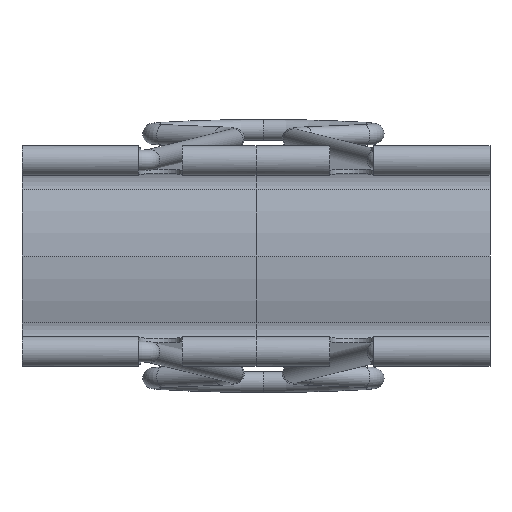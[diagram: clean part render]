
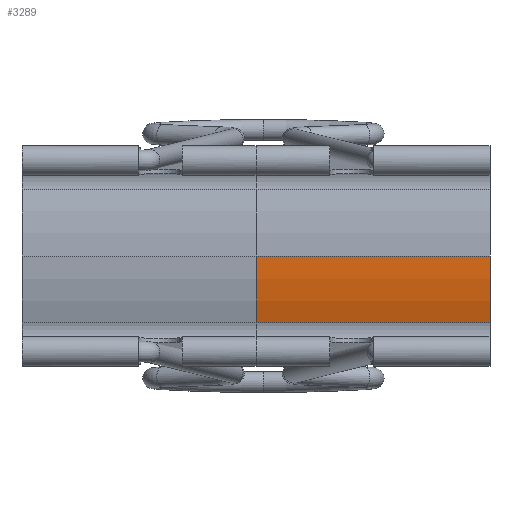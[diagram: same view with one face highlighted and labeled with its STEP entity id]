
A CAD part, front view. The second image highlights one B-rep face of the part: STEP entity #3289.
In plain terms, the highlighted cylindrical face has radius 15 mm (diameter 30 mm), a partial arc.
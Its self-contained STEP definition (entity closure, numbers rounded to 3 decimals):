
#215 = PLANE('',#216);
#216 = AXIS2_PLACEMENT_3D('',#217,#218,#219);
#217 = CARTESIAN_POINT('',(15.9,-14.821,-5.799));
#218 = DIRECTION('',(-1.,0.,0.));
#219 = DIRECTION('',(0.,0.,-1.));
#2779 = CYLINDRICAL_SURFACE('',#2780,1.5);
#2780 = AXIS2_PLACEMENT_3D('',#2781,#2782,#2783);
#2781 = CARTESIAN_POINT('',(15.9,-0.723,-5.004));
#2782 = DIRECTION('',(-1.,0.,0.));
#2783 = DIRECTION('',(0.,1.,0.));
#3212 = VERTEX_POINT('',#3213);
#3213 = CARTESIAN_POINT('',(15.9,0.706,-4.549));
#3239 = EDGE_CURVE('',#3212,#3240,#3242,.T.);
#3240 = VERTEX_POINT('',#3241);
#3241 = CARTESIAN_POINT('',(0.,0.706,-4.549));
#3242 = SURFACE_CURVE('',#3243,(#3247,#3254),.PCURVE_S1.);
#3243 = LINE('',#3244,#3245);
#3244 = CARTESIAN_POINT('',(15.9,0.706,-4.549));
#3245 = VECTOR('',#3246,1.);
#3246 = DIRECTION('',(-1.,0.,0.));
#3247 = PCURVE('',#2779,#3248);
#3248 = DEFINITIONAL_REPRESENTATION('',(#3249),#3253);
#3249 = LINE('',#3250,#3251);
#3250 = CARTESIAN_POINT('',(-6.591,0.));
#3251 = VECTOR('',#3252,1.);
#3252 = DIRECTION('',(-0.,1.));
#3253 = ( GEOMETRIC_REPRESENTATION_CONTEXT(2) 
PARAMETRIC_REPRESENTATION_CONTEXT() REPRESENTATION_CONTEXT('2D SPACE',''
  ) );
#3254 = PCURVE('',#3255,#3260);
#3255 = CYLINDRICAL_SURFACE('',#3256,15.);
#3256 = AXIS2_PLACEMENT_3D('',#3257,#3258,#3259);
#3257 = CARTESIAN_POINT('',(15.9,15.,0.));
#3258 = DIRECTION('',(1.,0.,0.));
#3259 = DIRECTION('',(0.,1.,0.));
#3260 = DEFINITIONAL_REPRESENTATION('',(#3261),#3265);
#3261 = LINE('',#3262,#3263);
#3262 = CARTESIAN_POINT('',(-2.833,0.));
#3263 = VECTOR('',#3264,1.);
#3264 = DIRECTION('',(-0.,-1.));
#3265 = ( GEOMETRIC_REPRESENTATION_CONTEXT(2) 
PARAMETRIC_REPRESENTATION_CONTEXT() REPRESENTATION_CONTEXT('2D SPACE',''
  ) );
#3289 = ADVANCED_FACE('',(#3290),#3255,.T.);
#3290 = FACE_BOUND('',#3291,.F.);
#3291 = EDGE_LOOP('',(#3292,#3316,#3317,#3346));
#3292 = ORIENTED_EDGE('',*,*,#3293,.F.);
#3293 = EDGE_CURVE('',#3212,#3294,#3296,.T.);
#3294 = VERTEX_POINT('',#3295);
#3295 = CARTESIAN_POINT('',(15.9,0.,0.));
#3296 = SURFACE_CURVE('',#3297,(#3302,#3309),.PCURVE_S1.);
#3297 = CIRCLE('',#3298,15.);
#3298 = AXIS2_PLACEMENT_3D('',#3299,#3300,#3301);
#3299 = CARTESIAN_POINT('',(15.9,15.,0.));
#3300 = DIRECTION('',(-1.,0.,0.));
#3301 = DIRECTION('',(0.,1.,0.));
#3302 = PCURVE('',#3255,#3303);
#3303 = DEFINITIONAL_REPRESENTATION('',(#3304),#3308);
#3304 = LINE('',#3305,#3306);
#3305 = CARTESIAN_POINT('',(-0.,-0.));
#3306 = VECTOR('',#3307,1.);
#3307 = DIRECTION('',(-1.,0.));
#3308 = ( GEOMETRIC_REPRESENTATION_CONTEXT(2) 
PARAMETRIC_REPRESENTATION_CONTEXT() REPRESENTATION_CONTEXT('2D SPACE',''
  ) );
#3309 = PCURVE('',#215,#3310);
#3310 = DEFINITIONAL_REPRESENTATION('',(#3311),#3315);
#3311 = CIRCLE('',#3312,15.);
#3312 = AXIS2_PLACEMENT_2D('',#3313,#3314);
#3313 = CARTESIAN_POINT('',(-5.799,-29.821));
#3314 = DIRECTION('',(0.,-1.));
#3315 = ( GEOMETRIC_REPRESENTATION_CONTEXT(2) 
PARAMETRIC_REPRESENTATION_CONTEXT() REPRESENTATION_CONTEXT('2D SPACE',''
  ) );
#3316 = ORIENTED_EDGE('',*,*,#3239,.T.);
#3317 = ORIENTED_EDGE('',*,*,#3318,.T.);
#3318 = EDGE_CURVE('',#3240,#3319,#3321,.T.);
#3319 = VERTEX_POINT('',#3320);
#3320 = CARTESIAN_POINT('',(0.,0.,0.));
#3321 = SURFACE_CURVE('',#3322,(#3327,#3334),.PCURVE_S1.);
#3322 = CIRCLE('',#3323,15.);
#3323 = AXIS2_PLACEMENT_3D('',#3324,#3325,#3326);
#3324 = CARTESIAN_POINT('',(0.,15.,0.));
#3325 = DIRECTION('',(-1.,0.,0.));
#3326 = DIRECTION('',(0.,1.,0.));
#3327 = PCURVE('',#3255,#3328);
#3328 = DEFINITIONAL_REPRESENTATION('',(#3329),#3333);
#3329 = LINE('',#3330,#3331);
#3330 = CARTESIAN_POINT('',(-0.,-15.9));
#3331 = VECTOR('',#3332,1.);
#3332 = DIRECTION('',(-1.,0.));
#3333 = ( GEOMETRIC_REPRESENTATION_CONTEXT(2) 
PARAMETRIC_REPRESENTATION_CONTEXT() REPRESENTATION_CONTEXT('2D SPACE',''
  ) );
#3334 = PCURVE('',#3335,#3340);
#3335 = CYLINDRICAL_SURFACE('',#3336,15.);
#3336 = AXIS2_PLACEMENT_3D('',#3337,#3338,#3339);
#3337 = CARTESIAN_POINT('',(-15.9,15.,0.));
#3338 = DIRECTION('',(-1.,0.,0.));
#3339 = DIRECTION('',(0.,1.,0.));
#3340 = DEFINITIONAL_REPRESENTATION('',(#3341),#3345);
#3341 = LINE('',#3342,#3343);
#3342 = CARTESIAN_POINT('',(0.,-15.9));
#3343 = VECTOR('',#3344,1.);
#3344 = DIRECTION('',(1.,0.));
#3345 = ( GEOMETRIC_REPRESENTATION_CONTEXT(2) 
PARAMETRIC_REPRESENTATION_CONTEXT() REPRESENTATION_CONTEXT('2D SPACE',''
  ) );
#3346 = ORIENTED_EDGE('',*,*,#3347,.F.);
#3347 = EDGE_CURVE('',#3294,#3319,#3348,.T.);
#3348 = SURFACE_CURVE('',#3349,(#3353,#3360),.PCURVE_S1.);
#3349 = LINE('',#3350,#3351);
#3350 = CARTESIAN_POINT('',(15.9,0.,0.));
#3351 = VECTOR('',#3352,1.);
#3352 = DIRECTION('',(-1.,0.,0.));
#3353 = PCURVE('',#3255,#3354);
#3354 = DEFINITIONAL_REPRESENTATION('',(#3355),#3359);
#3355 = LINE('',#3356,#3357);
#3356 = CARTESIAN_POINT('',(-3.142,0.));
#3357 = VECTOR('',#3358,1.);
#3358 = DIRECTION('',(-0.,-1.));
#3359 = ( GEOMETRIC_REPRESENTATION_CONTEXT(2) 
PARAMETRIC_REPRESENTATION_CONTEXT() REPRESENTATION_CONTEXT('2D SPACE',''
  ) );
#3360 = PCURVE('',#3361,#3366);
#3361 = CYLINDRICAL_SURFACE('',#3362,15.);
#3362 = AXIS2_PLACEMENT_3D('',#3363,#3364,#3365);
#3363 = CARTESIAN_POINT('',(15.9,15.,0.));
#3364 = DIRECTION('',(1.,0.,0.));
#3365 = DIRECTION('',(0.,1.,0.));
#3366 = DEFINITIONAL_REPRESENTATION('',(#3367),#3370);
#3367 = B_SPLINE_CURVE_WITH_KNOTS('',1,(#3368,#3369),.UNSPECIFIED.,.F.,
  .F.,(2,2),(0.,15.9),.PIECEWISE_BEZIER_KNOTS.);
#3368 = CARTESIAN_POINT('',(3.142,0.));
#3369 = CARTESIAN_POINT('',(3.142,-15.9));
#3370 = ( GEOMETRIC_REPRESENTATION_CONTEXT(2) 
PARAMETRIC_REPRESENTATION_CONTEXT() REPRESENTATION_CONTEXT('2D SPACE',''
  ) );
